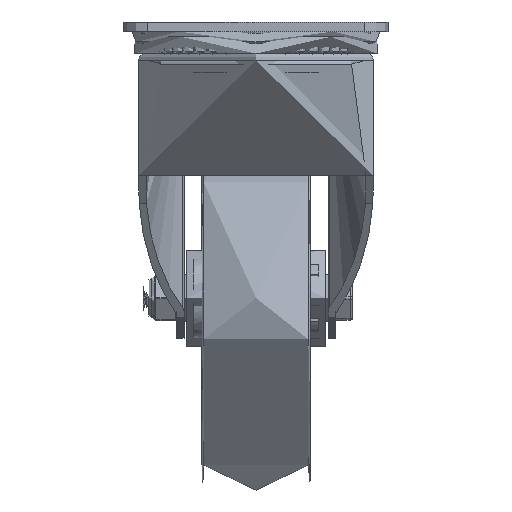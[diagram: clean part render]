
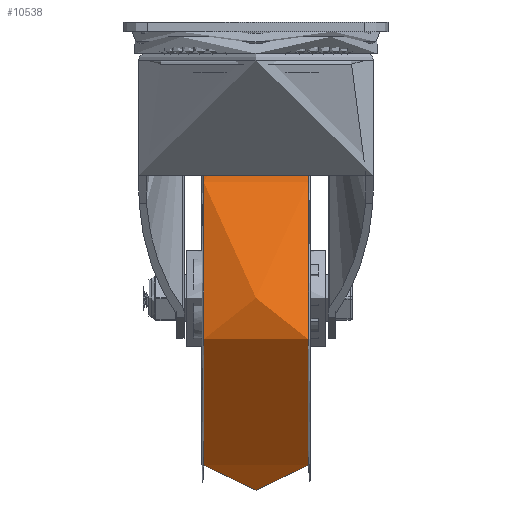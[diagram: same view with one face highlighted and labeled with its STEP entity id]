
A CAD part, left-side view. The second image highlights one B-rep face of the part: STEP entity #10538.
In plain terms, the highlighted free-form (B-spline) face has degree [2, 2] with [3, 9] control points.
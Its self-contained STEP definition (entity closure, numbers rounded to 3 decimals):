
#20=(
BOUNDED_SURFACE()
B_SPLINE_SURFACE(2,2,((#20552,#20553,#20554,#20555,#20556,#20557,#20558,
#20559,#20560),(#20561,#20562,#20563,#20564,#20565,#20566,#20567,#20568,
#20569),(#20570,#20571,#20572,#20573,#20574,#20575,#20576,#20577,#20578)),
 .UNSPECIFIED.,.F.,.T.,.F.)
B_SPLINE_SURFACE_WITH_KNOTS((3,3),(3,2,2,2,3),(-0.256,0.256),
(-3.142,-1.571,0.,1.571,3.142),
 .UNSPECIFIED.)
GEOMETRIC_REPRESENTATION_ITEM()
RATIONAL_B_SPLINE_SURFACE(((1.,0.707,1.,0.707,1.,
0.707,1.,0.707,1.),(0.967,0.684,
0.967,0.684,0.967,0.684,
0.967,0.684,0.967),(1.,0.707,
1.,0.707,1.,0.707,1.,0.707,1.)))
REPRESENTATION_ITEM('')
SURFACE()
);
#1410=FACE_OUTER_BOUND('',#2055,.T.);
#2055=EDGE_LOOP('',(#8498,#8499,#8500,#8501));
#4250=CIRCLE('',#11626,77.199);
#4251=CIRCLE('',#11627,85.875);
#4252=CIRCLE('',#11628,77.199);
#4979=VERTEX_POINT('',#20549);
#4980=VERTEX_POINT('',#20579);
#6222=EDGE_CURVE('',#4979,#4979,#4250,.T.);
#6223=EDGE_CURVE('',#4979,#4980,#4251,.T.);
#6224=EDGE_CURVE('',#4980,#4980,#4252,.T.);
#8498=ORIENTED_EDGE('',*,*,#6222,.F.);
#8499=ORIENTED_EDGE('',*,*,#6223,.T.);
#8500=ORIENTED_EDGE('',*,*,#6224,.T.);
#8501=ORIENTED_EDGE('',*,*,#6223,.F.);
#10538=ADVANCED_FACE('',(#1410),#20,.F.);
#11626=AXIS2_PLACEMENT_3D('',#20551,#13743,#13744);
#11627=AXIS2_PLACEMENT_3D('',#20580,#13745,#13746);
#11628=AXIS2_PLACEMENT_3D('',#20581,#13747,#13748);
#13743=DIRECTION('center_axis',(0.,1.,0.));
#13744=DIRECTION('ref_axis',(-1.,0.,0.));
#13745=DIRECTION('center_axis',(1.,0.,0.));
#13746=DIRECTION('ref_axis',(0.,0.,
1.));
#13747=DIRECTION('center_axis',(0.,1.,0.));
#13748=DIRECTION('ref_axis',(-1.,0.,0.));
#20549=CARTESIAN_POINT('',(0.,21.753,77.199));
#20551=CARTESIAN_POINT('Origin',(0.,21.753,0.));
#20552=CARTESIAN_POINT('Ctrl Pts',(0.,-21.753,
77.199));
#20553=CARTESIAN_POINT('Ctrl Pts',(77.199,-21.753,77.199));
#20554=CARTESIAN_POINT('Ctrl Pts',(77.199,-21.753,0.));
#20555=CARTESIAN_POINT('Ctrl Pts',(77.199,-21.753,-77.199));
#20556=CARTESIAN_POINT('Ctrl Pts',(0.,-21.753,
-77.199));
#20557=CARTESIAN_POINT('Ctrl Pts',(-77.199,-21.753,
-77.199));
#20558=CARTESIAN_POINT('Ctrl Pts',(-77.199,-21.753,
0.));
#20559=CARTESIAN_POINT('Ctrl Pts',(-77.199,-21.753,
77.199));
#20560=CARTESIAN_POINT('Ctrl Pts',(0.,-21.753,
77.199));
#20561=CARTESIAN_POINT('Ctrl Pts',(0.,0.,
82.895));
#20562=CARTESIAN_POINT('Ctrl Pts',(82.895,0.,
82.895));
#20563=CARTESIAN_POINT('Ctrl Pts',(82.895,0.,
0.));
#20564=CARTESIAN_POINT('Ctrl Pts',(82.895,0.,
-82.895));
#20565=CARTESIAN_POINT('Ctrl Pts',(0.,0.,
-82.895));
#20566=CARTESIAN_POINT('Ctrl Pts',(-82.895,0.,
-82.895));
#20567=CARTESIAN_POINT('Ctrl Pts',(-82.895,0.,
0.));
#20568=CARTESIAN_POINT('Ctrl Pts',(-82.895,0.,
82.895));
#20569=CARTESIAN_POINT('Ctrl Pts',(0.,0.,
82.895));
#20570=CARTESIAN_POINT('Ctrl Pts',(0.,21.753,
77.199));
#20571=CARTESIAN_POINT('Ctrl Pts',(77.199,21.753,77.199));
#20572=CARTESIAN_POINT('Ctrl Pts',(77.199,21.753,0.));
#20573=CARTESIAN_POINT('Ctrl Pts',(77.199,21.753,-77.199));
#20574=CARTESIAN_POINT('Ctrl Pts',(0.,21.753,
-77.199));
#20575=CARTESIAN_POINT('Ctrl Pts',(-77.199,21.753,-77.199));
#20576=CARTESIAN_POINT('Ctrl Pts',(-77.199,21.753,0.));
#20577=CARTESIAN_POINT('Ctrl Pts',(-77.199,21.753,77.199));
#20578=CARTESIAN_POINT('Ctrl Pts',(0.,21.753,
77.199));
#20579=CARTESIAN_POINT('',(0.,-21.753,77.199));
#20580=CARTESIAN_POINT('Origin',(0.,0.,
-5.875));
#20581=CARTESIAN_POINT('Origin',(0.,-21.753,
0.));
